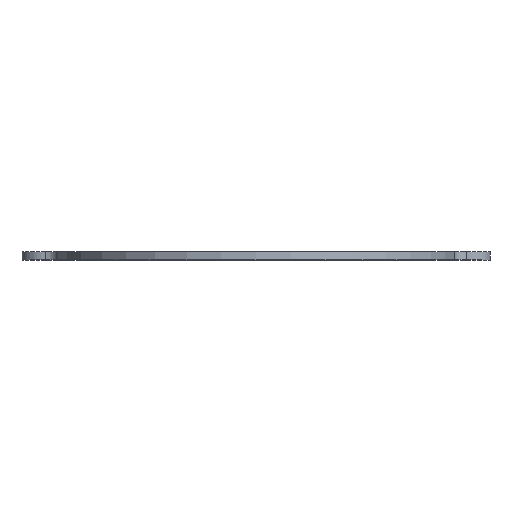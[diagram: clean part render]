
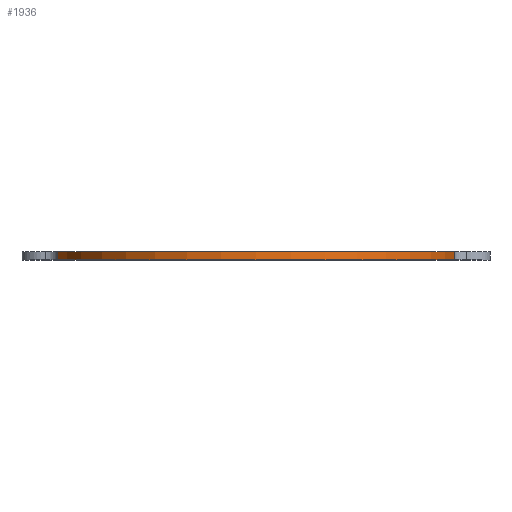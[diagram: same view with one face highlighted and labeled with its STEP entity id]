
A CAD part, top view. The second image highlights one B-rep face of the part: STEP entity #1936.
In plain terms, the highlighted cylindrical face has radius 158.75 mm (diameter 317.5 mm), a partial arc.
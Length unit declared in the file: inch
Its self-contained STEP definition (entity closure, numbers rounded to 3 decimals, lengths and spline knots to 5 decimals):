
#154=FACE_OUTER_BOUND('',#251,.T.);
#251=EDGE_LOOP('',(#1498,#1499,#1500,#1501));
#428=LINE('',#3281,#563);
#429=LINE('',#3286,#564);
#563=VECTOR('',#2686,0.4);
#564=VECTOR('',#2691,0.4);
#703=CIRCLE('',#2162,6.25);
#704=CIRCLE('',#2163,6.25);
#884=VERTEX_POINT('',#3275);
#886=VERTEX_POINT('',#3279);
#887=VERTEX_POINT('',#3283);
#888=VERTEX_POINT('',#3285);
#1144=EDGE_CURVE('',#886,#884,#428,.T.);
#1145=EDGE_CURVE('',#887,#886,#703,.T.);
#1146=EDGE_CURVE('',#888,#887,#429,.T.);
#1147=EDGE_CURVE('',#888,#884,#704,.T.);
#1498=ORIENTED_EDGE('',*,*,#1144,.F.);
#1499=ORIENTED_EDGE('',*,*,#1145,.F.);
#1500=ORIENTED_EDGE('',*,*,#1146,.F.);
#1501=ORIENTED_EDGE('',*,*,#1147,.T.);
#1845=CYLINDRICAL_SURFACE('',#2161,6.25);
#1936=ADVANCED_FACE('',(#154),#1845,.T.);
#2161=AXIS2_PLACEMENT_3D('',#3282,#2687,#2688);
#2162=AXIS2_PLACEMENT_3D('',#3284,#2689,#2690);
#2163=AXIS2_PLACEMENT_3D('',#3287,#2692,#2693);
#2686=DIRECTION('',(0.,-1.,0.));
#2687=DIRECTION('center_axis',(0.,1.,0.));
#2688=DIRECTION('ref_axis',(-1.,0.,0.));
#2689=DIRECTION('center_axis',(0.,1.,0.));
#2690=DIRECTION('ref_axis',(-1.,0.,0.));
#2691=DIRECTION('',(0.,1.,0.));
#2692=DIRECTION('center_axis',(0.,1.,0.));
#2693=DIRECTION('ref_axis',(-1.,0.,0.));
#3275=CARTESIAN_POINT('',(6.15598,0.,1.08));
#3279=CARTESIAN_POINT('',(6.15598,0.25,1.08));
#3281=CARTESIAN_POINT('',(6.15598,0.,1.08));
#3282=CARTESIAN_POINT('Origin',(0.,0.,0.));
#3283=CARTESIAN_POINT('',(-6.15598,0.25,1.08));
#3284=CARTESIAN_POINT('Origin',(0.,0.25,0.));
#3285=CARTESIAN_POINT('',(-6.15598,0.,1.08));
#3286=CARTESIAN_POINT('',(-6.15598,0.,1.08));
#3287=CARTESIAN_POINT('Origin',(0.,0.,0.));
